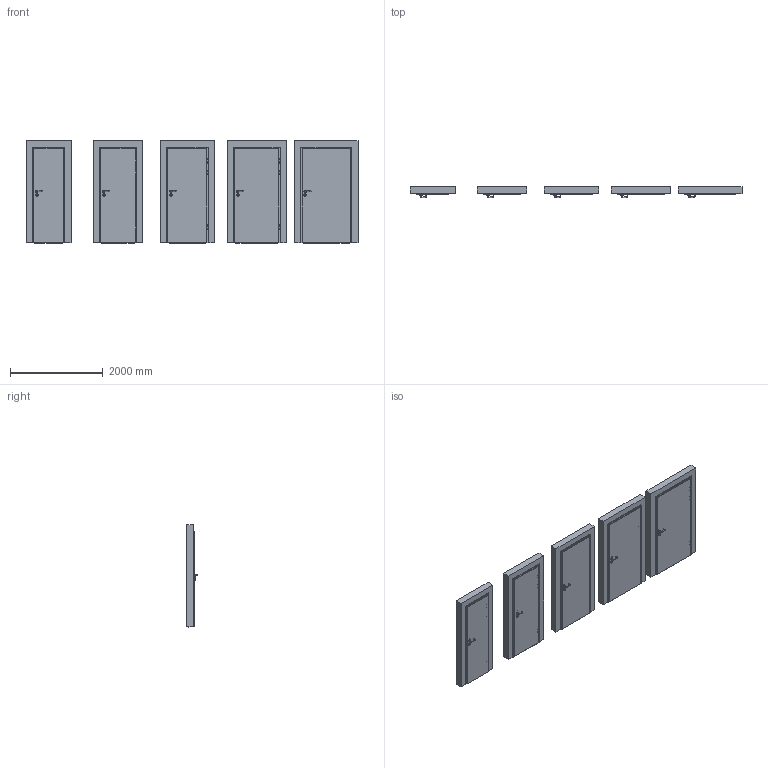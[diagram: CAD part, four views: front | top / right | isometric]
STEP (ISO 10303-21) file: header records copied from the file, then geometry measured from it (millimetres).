
FILE_DESCRIPTION(/* description */ (''),/* implementation_level */ '2;1');
FILE_NAME(/* name */ '050071_A_2-Drzwi przeciwpożarowe EI30 na ościeżnicy stalowej..stp',/* time_stamp */ '2024-06-10T14:18:10+02:00',/* author */ (''),/* organization */ (''),/* preprocessor_version */ 'ST-DEVELOPER v16',/* originating_system */ 'SIEMENS PLM Software NX 11.0',/* authorisation */ '');
FILE_SCHEMA (('AUTOMOTIVE_DESIGN { 1 0 10303 214 3 1 1 1 }'));
Products named in the file (1): bkni147CF33Buqjy
Bounding box: 7175 x 251.5 x 2215.43 mm (x, y, z)
Volume: 979096400.7 mm3; surface area: 63351734.5 mm2
Topology: 277 solids, 277 shells, 7555 faces, 19127 edges, 12326 vertices
Faces by surface type: plane 4042, cylinder 1843, bspline 850, cone 260, extrusion 230, torus 170, sphere 160
Full cylindrical faces by diameter (mm): 4 x5, 5 x10, 5.5 x5, 6 x60, 7 x30, 7.8 x15, 8 x105, 13.5 x30, 15 x75, 19 x30, 20 x15, 54 x20
Entity records: 237297 total; most frequent: CARTESIAN_POINT 61177, ORIENTED_EDGE 36036, DIRECTION 33386, EDGE_CURVE 18018, VERTEX_POINT 12092, VECTOR 11932, LINE 11702, AXIS2_PLACEMENT_3D 10727
